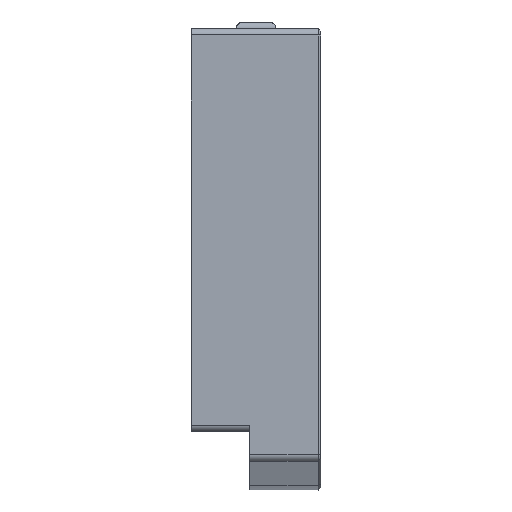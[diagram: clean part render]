
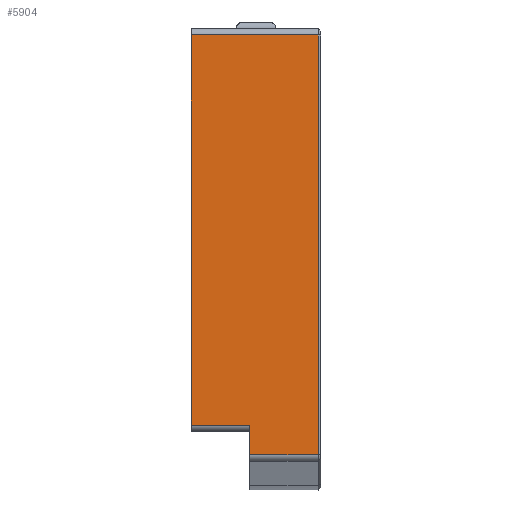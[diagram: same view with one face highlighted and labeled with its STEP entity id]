
A CAD part, front view. The second image highlights one B-rep face of the part: STEP entity #5904.
In plain terms, the highlighted face is planar.
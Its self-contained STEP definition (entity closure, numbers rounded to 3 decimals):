
#664=FACE_OUTER_BOUND('',#999,.T.);
#999=EDGE_LOOP('',(#4209,#4210,#4211,#4212,#4213,#4214));
#1417=LINE('',#9032,#1954);
#1440=LINE('',#9089,#1977);
#1441=LINE('',#9095,#1978);
#1442=LINE('',#9097,#1979);
#1443=LINE('',#9099,#1980);
#1444=LINE('',#9100,#1981);
#1954=VECTOR('',#7184,10.);
#1977=VECTOR('',#7239,10.);
#1978=VECTOR('',#7248,10.);
#1979=VECTOR('',#7249,10.);
#1980=VECTOR('',#7250,10.);
#1981=VECTOR('',#7251,10.);
#2566=VERTEX_POINT('',#9026);
#2567=VERTEX_POINT('',#9030);
#2585=VERTEX_POINT('',#9088);
#2586=VERTEX_POINT('',#9094);
#2587=VERTEX_POINT('',#9096);
#2588=VERTEX_POINT('',#9098);
#3189=EDGE_CURVE('',#2566,#2567,#1417,.T.);
#3217=EDGE_CURVE('',#2567,#2585,#1440,.T.);
#3220=EDGE_CURVE('',#2586,#2566,#1441,.T.);
#3221=EDGE_CURVE('',#2586,#2587,#1442,.T.);
#3222=EDGE_CURVE('',#2588,#2587,#1443,.T.);
#3223=EDGE_CURVE('',#2588,#2585,#1444,.T.);
#4209=ORIENTED_EDGE('',*,*,#3189,.F.);
#4210=ORIENTED_EDGE('',*,*,#3220,.F.);
#4211=ORIENTED_EDGE('',*,*,#3221,.T.);
#4212=ORIENTED_EDGE('',*,*,#3222,.F.);
#4213=ORIENTED_EDGE('',*,*,#3223,.T.);
#4214=ORIENTED_EDGE('',*,*,#3217,.F.);
#5760=PLANE('',#6341);
#5904=ADVANCED_FACE('',(#664),#5760,.T.);
#6341=AXIS2_PLACEMENT_3D('',#9093,#7246,#7247);
#7184=DIRECTION('',(0.,0.,-1.));
#7239=DIRECTION('',(1.,0.,0.));
#7246=DIRECTION('center_axis',(0.,1.,0.));
#7247=DIRECTION('ref_axis',(0.,0.,
-1.));
#7248=DIRECTION('',(-1.,0.,0.));
#7249=DIRECTION('',(0.,0.,-1.));
#7250=DIRECTION('',(1.,0.,0.));
#7251=DIRECTION('',(0.,0.,-1.));
#9026=CARTESIAN_POINT('',(312.2,255.5,-59.096));
#9030=CARTESIAN_POINT('',(312.2,255.5,-123.676));
#9032=CARTESIAN_POINT('',(312.2,255.5,-105.596));
#9088=CARTESIAN_POINT('',(322.8,255.5,-123.676));
#9089=CARTESIAN_POINT('',(311.8,255.5,-123.676));
#9093=CARTESIAN_POINT('Origin',(311.8,255.5,-120.096));
#9094=CARTESIAN_POINT('',(331.8,255.5,-59.096));
#9095=CARTESIAN_POINT('',(321.8,255.5,-59.096));
#9096=CARTESIAN_POINT('',(331.8,255.5,-119.096));
#9097=CARTESIAN_POINT('',(331.8,255.5,-58.096));
#9098=CARTESIAN_POINT('',(322.8,255.5,-119.096));
#9099=CARTESIAN_POINT('',(326.116,255.5,-119.096));
#9100=CARTESIAN_POINT('',(322.8,255.5,-120.096));
